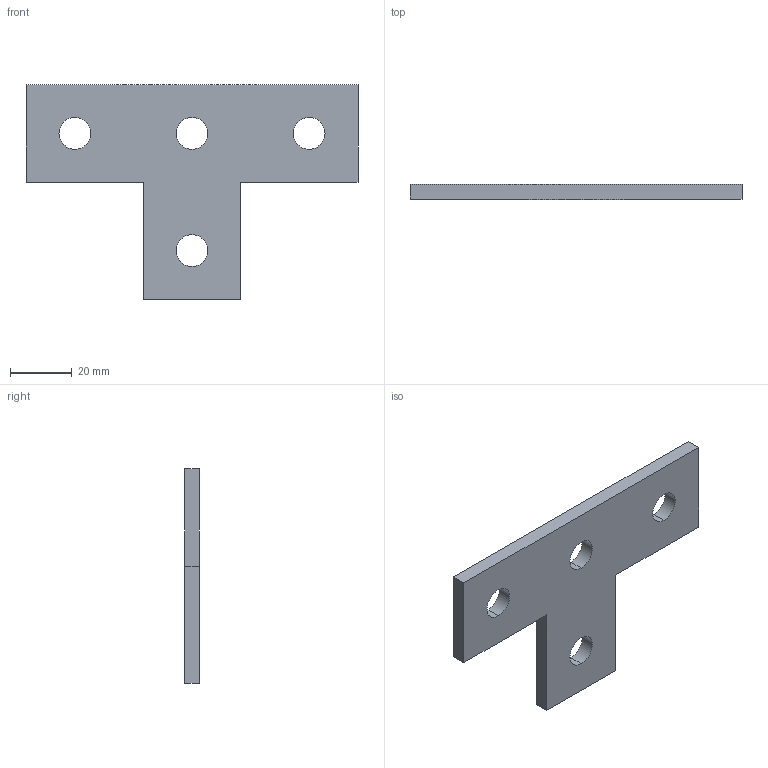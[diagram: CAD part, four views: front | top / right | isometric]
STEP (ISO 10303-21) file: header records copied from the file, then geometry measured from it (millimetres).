
FILE_DESCRIPTION(('TurboCAD Mac Pro'),'Build 980');
FILE_NAME('A1031.stp',' ',(''),(''),'ACIS Interop','IMSI','TurboCAD Mac Pro BY IMSI, INCORPORATED');
FILE_SCHEMA(('automotive_design'));
Length unit declared in the file: inch
Products named in the file (1): 1
Bounding box: 107.95 x 4.76 x 69.85 mm (x, y, z)
Volume: 20490.6 mm3; surface area: 10916.1 mm2
Topology: 1 solids, 1 shells, 26 faces, 72 edges, 48 vertices
Faces by surface type: bspline 16, plane 10
Entity records: 1160 total; most frequent: CARTESIAN_POINT 355, ORIENTED_EDGE 144, EDGE_CURVE 72, DIRECTION 62, VERTEX_POINT 48, LINE 40, VECTOR 40, EDGE_LOOP 34
